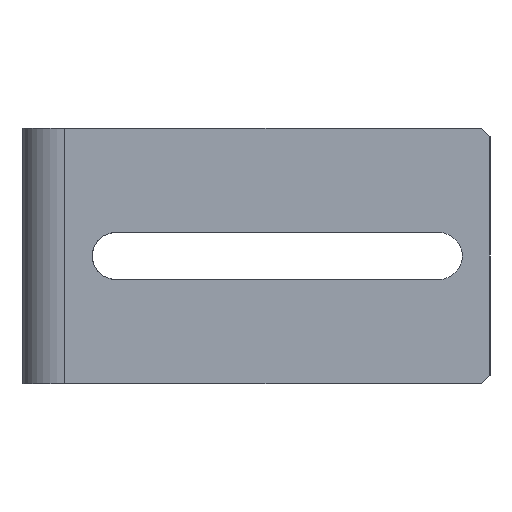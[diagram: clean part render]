
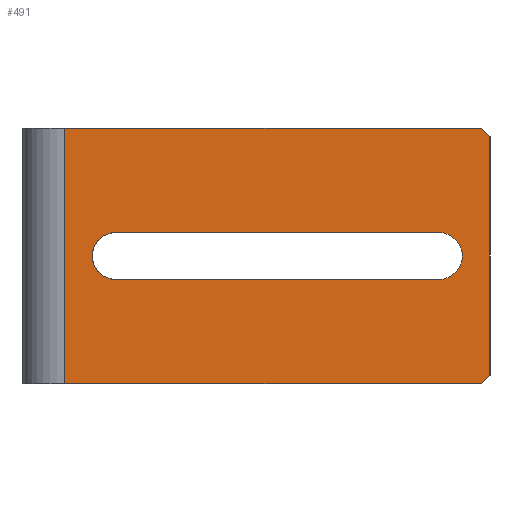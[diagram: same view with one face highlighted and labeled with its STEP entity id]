
A CAD part, left-side view. The second image highlights one B-rep face of the part: STEP entity #491.
In plain terms, the highlighted planar face has unit normal (-1, 0, 0).
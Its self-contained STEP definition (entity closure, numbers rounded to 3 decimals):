
#19 = VERTEX_POINT ( 'NONE', #458 ) ;
#21 = FACE_OUTER_BOUND ( 'NONE', #85, .T. ) ;
#23 = LINE ( 'NONE', #756, #528 ) ;
#35 = DIRECTION ( 'NONE',  ( 1., 0., 0. ) ) ;
#44 = DIRECTION ( 'NONE',  ( 0., 0.707, 0.707 ) ) ;
#48 = EDGE_CURVE ( 'NONE', #141, #228, #23, .T. ) ;
#85 = EDGE_LOOP ( 'NONE', ( #883, #488, #540, #816, #598, #890 ) ) ;
#88 = DIRECTION ( 'NONE',  ( 0., 1., 0. ) ) ;
#105 = EDGE_CURVE ( 'NONE', #813, #906, #617, .T. ) ;
#117 = DIRECTION ( 'NONE',  ( 1., 0., 0. ) ) ;
#121 = DIRECTION ( 'NONE',  ( 0., 0., -1. ) ) ;
#128 = AXIS2_PLACEMENT_3D ( 'NONE', #773, #117, #696 ) ;
#136 = CARTESIAN_POINT ( 'NONE',  ( 0., 6., 12.25 ) ) ;
#141 = VERTEX_POINT ( 'NONE', #136 ) ;
#144 = VERTEX_POINT ( 'NONE', #582 ) ;
#145 = LINE ( 'NONE', #595, #933 ) ;
#157 = VERTEX_POINT ( 'NONE', #634 ) ;
#167 = CARTESIAN_POINT ( 'NONE',  ( 0., 0., 0. ) ) ;
#183 = EDGE_LOOP ( 'NONE', ( #920, #639, #891, #316 ) ) ;
#184 = DIRECTION ( 'NONE',  ( 1., 0., 0. ) ) ;
#187 = CARTESIAN_POINT ( 'NONE',  ( 0., 1., 30. ) ) ;
#202 = EDGE_CURVE ( 'NONE', #19, #157, #710, .T. ) ;
#208 = VECTOR ( 'NONE', #121, 1000. ) ;
#211 = CIRCLE ( 'NONE', #456, 2.75 ) ;
#228 = VERTEX_POINT ( 'NONE', #363 ) ;
#261 = CARTESIAN_POINT ( 'NONE',  ( 0., 50., 0. ) ) ;
#316 = ORIENTED_EDGE ( 'NONE', *, *, #942, .T. ) ;
#363 = CARTESIAN_POINT ( 'NONE',  ( 0., 44., 12.25 ) ) ;
#383 = LINE ( 'NONE', #678, #514 ) ;
#392 = DIRECTION ( 'NONE',  ( 0., -1., 0. ) ) ;
#401 = VERTEX_POINT ( 'NONE', #511 ) ;
#440 = CARTESIAN_POINT ( 'NONE',  ( 0., 0., 1. ) ) ;
#444 = DIRECTION ( 'NONE',  ( 0., -0.707, 0.707 ) ) ;
#456 = AXIS2_PLACEMENT_3D ( 'NONE', #921, #35, #465 ) ;
#458 = CARTESIAN_POINT ( 'NONE',  ( 0., 0., 29. ) ) ;
#465 = DIRECTION ( 'NONE',  ( 0., 0., -1. ) ) ;
#470 = VECTOR ( 'NONE', #44, 1000. ) ;
#473 = CIRCLE ( 'NONE', #752, 2.75 ) ;
#476 = DIRECTION ( 'NONE',  ( 0., 0., -1. ) ) ;
#488 = ORIENTED_EDGE ( 'NONE', *, *, #791, .T. ) ;
#491 = ADVANCED_FACE ( 'NONE', ( #763, #21 ), #854, .F. ) ;
#511 = CARTESIAN_POINT ( 'NONE',  ( 0., 44., 17.75 ) ) ;
#514 = VECTOR ( 'NONE', #599, 1000. ) ;
#528 = VECTOR ( 'NONE', #88, 1000. ) ;
#540 = ORIENTED_EDGE ( 'NONE', *, *, #693, .F. ) ;
#574 = LINE ( 'NONE', #875, #208 ) ;
#582 = CARTESIAN_POINT ( 'NONE',  ( 0., 50., 30. ) ) ;
#588 = EDGE_CURVE ( 'NONE', #144, #813, #574, .T. ) ;
#593 = VECTOR ( 'NONE', #392, 1000. ) ;
#595 = CARTESIAN_POINT ( 'NONE',  ( 0., 0., 1. ) ) ;
#598 = ORIENTED_EDGE ( 'NONE', *, *, #932, .F. ) ;
#599 = DIRECTION ( 'NONE',  ( 0., -1., 0. ) ) ;
#615 = CARTESIAN_POINT ( 'NONE',  ( 0., 44., 15. ) ) ;
#617 = LINE ( 'NONE', #167, #732 ) ;
#634 = CARTESIAN_POINT ( 'NONE',  ( 0., 1., 30. ) ) ;
#639 = ORIENTED_EDGE ( 'NONE', *, *, #923, .T. ) ;
#649 = LINE ( 'NONE', #940, #688 ) ;
#678 = CARTESIAN_POINT ( 'NONE',  ( 0., 6., 17.75 ) ) ;
#688 = VECTOR ( 'NONE', #869, 1000. ) ;
#693 = EDGE_CURVE ( 'NONE', #19, #781, #649, .T. ) ;
#695 = LINE ( 'NONE', #706, #593 ) ;
#696 = DIRECTION ( 'NONE',  ( 0., 0., -1. ) ) ;
#706 = CARTESIAN_POINT ( 'NONE',  ( 0., 0., 30. ) ) ;
#710 = LINE ( 'NONE', #187, #470 ) ;
#722 = EDGE_CURVE ( 'NONE', #401, #914, #383, .T. ) ;
#732 = VECTOR ( 'NONE', #903, 1000. ) ;
#752 = AXIS2_PLACEMENT_3D ( 'NONE', #615, #184, #476 ) ;
#756 = CARTESIAN_POINT ( 'NONE',  ( 0., 6., 12.25 ) ) ;
#763 = FACE_BOUND ( 'NONE', #183, .T. ) ;
#773 = CARTESIAN_POINT ( 'NONE',  ( 0., 0., 30. ) ) ;
#781 = VERTEX_POINT ( 'NONE', #440 ) ;
#791 = EDGE_CURVE ( 'NONE', #906, #781, #145, .T. ) ;
#813 = VERTEX_POINT ( 'NONE', #261 ) ;
#816 = ORIENTED_EDGE ( 'NONE', *, *, #202, .T. ) ;
#832 = CARTESIAN_POINT ( 'NONE',  ( 0., 6., 17.75 ) ) ;
#854 = PLANE ( 'NONE',  #128 ) ;
#869 = DIRECTION ( 'NONE',  ( 0., 0., -1. ) ) ;
#875 = CARTESIAN_POINT ( 'NONE',  ( 0., 50., 30. ) ) ;
#883 = ORIENTED_EDGE ( 'NONE', *, *, #105, .T. ) ;
#890 = ORIENTED_EDGE ( 'NONE', *, *, #588, .T. ) ;
#891 = ORIENTED_EDGE ( 'NONE', *, *, #48, .T. ) ;
#903 = DIRECTION ( 'NONE',  ( 0., -1., 0. ) ) ;
#906 = VERTEX_POINT ( 'NONE', #907 ) ;
#907 = CARTESIAN_POINT ( 'NONE',  ( 0., 1., 0. ) ) ;
#914 = VERTEX_POINT ( 'NONE', #832 ) ;
#920 = ORIENTED_EDGE ( 'NONE', *, *, #722, .T. ) ;
#921 = CARTESIAN_POINT ( 'NONE',  ( 0., 6., 15. ) ) ;
#923 = EDGE_CURVE ( 'NONE', #914, #141, #211, .T. ) ;
#932 = EDGE_CURVE ( 'NONE', #144, #157, #695, .T. ) ;
#933 = VECTOR ( 'NONE', #444, 1000. ) ;
#940 = CARTESIAN_POINT ( 'NONE',  ( 0., 0., 30. ) ) ;
#942 = EDGE_CURVE ( 'NONE', #228, #401, #473, .T. ) ;
